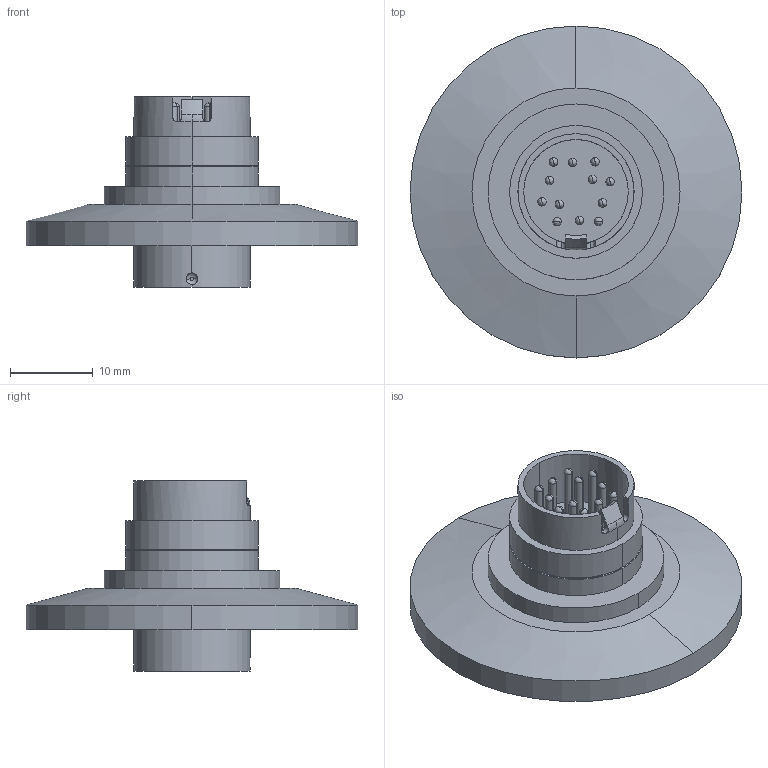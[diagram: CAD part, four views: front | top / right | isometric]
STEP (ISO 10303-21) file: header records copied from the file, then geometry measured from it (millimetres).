
FILE_DESCRIPTION (( 'STEP AP214' ), '1' );
FILE_NAME ('220-CM12-K25.STEP', '2018-03-12T11:45:39', ( 'allectra' ), ( 'Microsoft' ), 'SwSTEP 2.0', 'SolidWorks 2014', '' );
FILE_SCHEMA (( 'AUTOMOTIVE_DESIGN' ));
Length unit declared in the file: millimetre
Products named in the file (6): 220-CM12_220-CM12; 9220-PIN-FENI_pin vergd; 9220-CM-GLASS12-PLATE; 9220-CM-W-V0914_Einbuchtung-neu; 9431-KF25-21,2_431-KF25-B; 220-CM12-K25
Assembly tree (16 placements, depth 3):
  220-CM12-K25
    9431-KF25-21,2_431-KF25-B
    220-CM12_220-CM12
      9220-CM-W-V0914_Einbuchtung-neu
      9220-CM-GLASS12-PLATE
      9220-PIN-FENI_pin vergd  x12
Bounding box: 40 x 40 x 22.9 mm (x, y, z)
Volume: 5512 mm3; surface area: 6629.4 mm2
Topology: 15 solids, 15 shells, 147 faces, 378 edges, 195 vertices
Faces by surface type: cylinder 75, bspline 45, plane 22, cone 5
Entity records: 4887 total; most frequent: CARTESIAN_POINT 1331, DIRECTION 510, ORIENTED_EDGE 458, EDGE_CURVE 229, AXIS2_PLACEMENT_3D 219, VERTEX_POINT 151, EDGE_LOOP 126, CIRCLE 119
